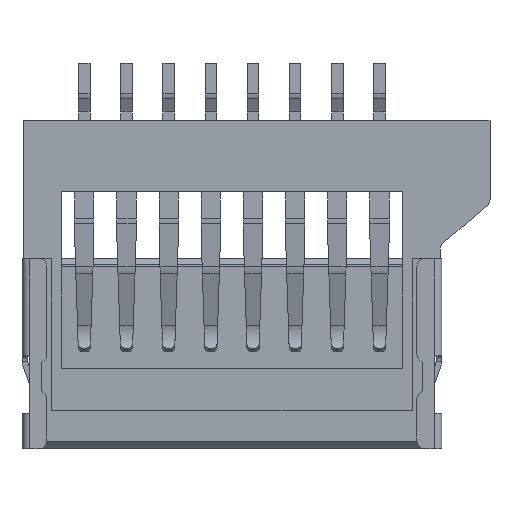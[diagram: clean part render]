
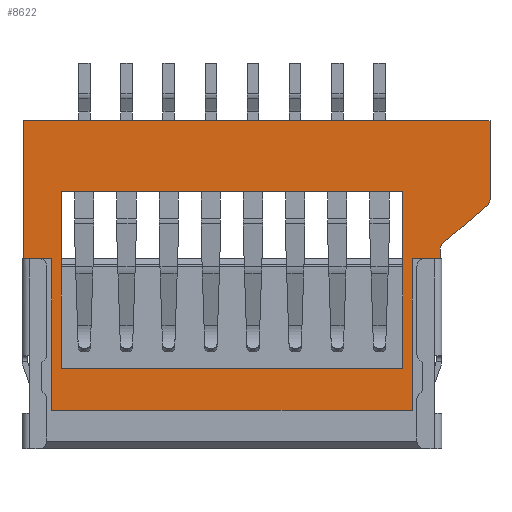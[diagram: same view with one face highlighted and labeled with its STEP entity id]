
A CAD part, front view. The second image highlights one B-rep face of the part: STEP entity #8622.
In plain terms, the highlighted planar face has unit normal (0, -1, 0).
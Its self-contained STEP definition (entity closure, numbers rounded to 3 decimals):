
#682=FACE_BOUND('',#1179,.T.);
#704=FACE_OUTER_BOUND('',#1178,.T.);
#1178=EDGE_LOOP('',(#5832,#5833,#5834,#5835,#5836,#5837,#5838,#5839,#5840,
#5841,#5842,#5843,#5844,#5845,#5846,#5847));
#1179=EDGE_LOOP('',(#5848,#5849,#5850,#5851));
#1674=CIRCLE('',#9167,0.198);
#1675=CIRCLE('',#9168,0.198);
#1912=LINE('',#12119,#2855);
#1913=LINE('',#12121,#2856);
#1914=LINE('',#12123,#2857);
#1915=LINE('',#12125,#2858);
#1916=LINE('',#12127,#2859);
#1917=LINE('',#12129,#2860);
#1918=LINE('',#12131,#2861);
#1919=LINE('',#12133,#2862);
#1920=LINE('',#12135,#2863);
#1921=LINE('',#12137,#2864);
#1922=LINE('',#12141,#2865);
#1923=LINE('',#12145,#2866);
#1924=LINE('',#12147,#2867);
#1925=LINE('',#12148,#2868);
#1926=LINE('',#12151,#2869);
#1927=LINE('',#12153,#2870);
#1928=LINE('',#12155,#2871);
#1929=LINE('',#12156,#2872);
#2855=VECTOR('',#9839,0.022);
#2856=VECTOR('',#9840,0.379);
#2857=VECTOR('',#9841,0.322);
#2858=VECTOR('',#9842,3.913);
#2859=VECTOR('',#9843,9.312);
#2860=VECTOR('',#9844,3.913);
#2861=VECTOR('',#9845,0.322);
#2862=VECTOR('',#9846,0.379);
#2863=VECTOR('',#9847,0.022);
#2864=VECTOR('',#9848,0.248);
#2865=VECTOR('',#9851,1.515);
#2866=VECTOR('',#9854,2.031);
#2867=VECTOR('',#9855,12.046);
#2868=VECTOR('',#9856,3.566);
#2869=VECTOR('',#9857,4.557);
#2870=VECTOR('',#9858,8.816);
#2871=VECTOR('',#9859,4.557);
#2872=VECTOR('',#9860,8.816);
#3798=VERTEX_POINT('',#12117);
#3799=VERTEX_POINT('',#12118);
#3800=VERTEX_POINT('',#12120);
#3801=VERTEX_POINT('',#12122);
#3802=VERTEX_POINT('',#12124);
#3803=VERTEX_POINT('',#12126);
#3804=VERTEX_POINT('',#12128);
#3805=VERTEX_POINT('',#12130);
#3806=VERTEX_POINT('',#12132);
#3807=VERTEX_POINT('',#12134);
#3808=VERTEX_POINT('',#12136);
#3809=VERTEX_POINT('',#12138);
#3810=VERTEX_POINT('',#12140);
#3811=VERTEX_POINT('',#12142);
#3812=VERTEX_POINT('',#12144);
#3813=VERTEX_POINT('',#12146);
#3814=VERTEX_POINT('',#12149);
#3815=VERTEX_POINT('',#12150);
#3816=VERTEX_POINT('',#12152);
#3817=VERTEX_POINT('',#12154);
#4583=EDGE_CURVE('',#3798,#3799,#1912,.T.);
#4584=EDGE_CURVE('',#3798,#3800,#1913,.T.);
#4585=EDGE_CURVE('',#3801,#3800,#1914,.T.);
#4586=EDGE_CURVE('',#3802,#3801,#1915,.T.);
#4587=EDGE_CURVE('',#3803,#3802,#1916,.T.);
#4588=EDGE_CURVE('',#3804,#3803,#1917,.T.);
#4589=EDGE_CURVE('',#3805,#3804,#1918,.T.);
#4590=EDGE_CURVE('',#3805,#3806,#1919,.T.);
#4591=EDGE_CURVE('',#3807,#3806,#1920,.T.);
#4592=EDGE_CURVE('',#3808,#3807,#1921,.T.);
#4593=EDGE_CURVE('',#3809,#3808,#1674,.T.);
#4594=EDGE_CURVE('',#3810,#3809,#1922,.T.);
#4595=EDGE_CURVE('',#3811,#3810,#1675,.T.);
#4596=EDGE_CURVE('',#3812,#3811,#1923,.T.);
#4597=EDGE_CURVE('',#3813,#3812,#1924,.T.);
#4598=EDGE_CURVE('',#3799,#3813,#1925,.T.);
#4599=EDGE_CURVE('',#3814,#3815,#1926,.T.);
#4600=EDGE_CURVE('',#3815,#3816,#1927,.T.);
#4601=EDGE_CURVE('',#3816,#3817,#1928,.T.);
#4602=EDGE_CURVE('',#3817,#3814,#1929,.T.);
#5832=ORIENTED_EDGE('',*,*,#4583,.F.);
#5833=ORIENTED_EDGE('',*,*,#4584,.T.);
#5834=ORIENTED_EDGE('',*,*,#4585,.F.);
#5835=ORIENTED_EDGE('',*,*,#4586,.F.);
#5836=ORIENTED_EDGE('',*,*,#4587,.F.);
#5837=ORIENTED_EDGE('',*,*,#4588,.F.);
#5838=ORIENTED_EDGE('',*,*,#4589,.F.);
#5839=ORIENTED_EDGE('',*,*,#4590,.T.);
#5840=ORIENTED_EDGE('',*,*,#4591,.F.);
#5841=ORIENTED_EDGE('',*,*,#4592,.F.);
#5842=ORIENTED_EDGE('',*,*,#4593,.F.);
#5843=ORIENTED_EDGE('',*,*,#4594,.F.);
#5844=ORIENTED_EDGE('',*,*,#4595,.F.);
#5845=ORIENTED_EDGE('',*,*,#4596,.F.);
#5846=ORIENTED_EDGE('',*,*,#4597,.F.);
#5847=ORIENTED_EDGE('',*,*,#4598,.F.);
#5848=ORIENTED_EDGE('',*,*,#4599,.T.);
#5849=ORIENTED_EDGE('',*,*,#4600,.T.);
#5850=ORIENTED_EDGE('',*,*,#4601,.T.);
#5851=ORIENTED_EDGE('',*,*,#4602,.T.);
#8330=PLANE('',#9166);
#8622=ADVANCED_FACE('',(#704,#682),#8330,.F.);
#9166=AXIS2_PLACEMENT_3D('',#12116,#9837,#9838);
#9167=AXIS2_PLACEMENT_3D('',#12139,#9849,#9850);
#9168=AXIS2_PLACEMENT_3D('',#12143,#9852,#9853);
#9837=DIRECTION('center_axis',(0.,1.,0.));
#9838=DIRECTION('ref_axis',(0.,0.,1.));
#9839=DIRECTION('',(-1.,0.,0.));
#9840=DIRECTION('',(1.,0.,0.));
#9841=DIRECTION('',(-1.,0.,0.));
#9842=DIRECTION('',(0.,0.,1.));
#9843=DIRECTION('',(-1.,0.,0.));
#9844=DIRECTION('',(0.,0.,-1.));
#9845=DIRECTION('',(-1.,0.,0.));
#9846=DIRECTION('',(1.,0.,0.));
#9847=DIRECTION('',(-1.,0.,0.));
#9848=DIRECTION('',(0.,0.,-1.));
#9849=DIRECTION('center_axis',(0.,-1.,0.));
#9850=DIRECTION('ref_axis',(-0.651,0.,0.759));
#9851=DIRECTION('',(-0.759,0.,-0.651));
#9852=DIRECTION('center_axis',(0.,1.,0.));
#9853=DIRECTION('ref_axis',(1.,0.,0.));
#9854=DIRECTION('',(0.,0.,-1.));
#9855=DIRECTION('',(1.,0.,0.));
#9856=DIRECTION('',(0.,0.,1.));
#9857=DIRECTION('',(0.,0.,1.));
#9858=DIRECTION('',(1.,0.,0.));
#9859=DIRECTION('',(0.,0.,-1.));
#9860=DIRECTION('',(-1.,0.,0.));
#12116=CARTESIAN_POINT('Origin',(0.,0.,0.15));
#12117=CARTESIAN_POINT('',(-6.,0.,-3.566));
#12118=CARTESIAN_POINT('',(-6.023,0.,-3.566));
#12119=CARTESIAN_POINT('',(-6.,0.,-3.566));
#12120=CARTESIAN_POINT('',(-5.622,0.,-3.566));
#12121=CARTESIAN_POINT('',(-6.,0.,-3.566));
#12122=CARTESIAN_POINT('',(-5.3,0.,-3.566));
#12123=CARTESIAN_POINT('',(-5.3,0.,-3.566));
#12124=CARTESIAN_POINT('',(-5.3,0.,-7.479));
#12125=CARTESIAN_POINT('',(-5.3,0.,-7.479));
#12126=CARTESIAN_POINT('',(4.012,0.,-7.479));
#12127=CARTESIAN_POINT('',(4.012,0.,-7.479));
#12128=CARTESIAN_POINT('',(4.012,0.,-3.566));
#12129=CARTESIAN_POINT('',(4.012,0.,-3.566));
#12130=CARTESIAN_POINT('',(4.334,0.,-3.566));
#12131=CARTESIAN_POINT('',(4.334,0.,-3.566));
#12132=CARTESIAN_POINT('',(4.713,0.,-3.566));
#12133=CARTESIAN_POINT('',(4.334,0.,-3.566));
#12134=CARTESIAN_POINT('',(4.735,0.,-3.566));
#12135=CARTESIAN_POINT('',(4.735,0.,-3.566));
#12136=CARTESIAN_POINT('',(4.735,0.,-3.319));
#12137=CARTESIAN_POINT('',(4.735,0.,-3.319));
#12138=CARTESIAN_POINT('',(4.804,0.,-3.168));
#12139=CARTESIAN_POINT('Origin',(4.933,0.,-3.319));
#12140=CARTESIAN_POINT('',(5.954,0.,-2.181));
#12141=CARTESIAN_POINT('',(5.954,0.,-2.181));
#12142=CARTESIAN_POINT('',(6.023,0.,-2.031));
#12143=CARTESIAN_POINT('Origin',(5.825,0.,-2.031));
#12144=CARTESIAN_POINT('',(6.023,0.,0.));
#12145=CARTESIAN_POINT('',(6.023,0.,0.));
#12146=CARTESIAN_POINT('',(-6.023,0.,0.));
#12147=CARTESIAN_POINT('',(-6.023,0.,0.));
#12148=CARTESIAN_POINT('',(-6.023,0.,-3.566));
#12149=CARTESIAN_POINT('',(-5.052,0.,-6.389));
#12150=CARTESIAN_POINT('',(-5.052,0.,-1.833));
#12151=CARTESIAN_POINT('',(-5.052,0.,-6.389));
#12152=CARTESIAN_POINT('',(3.764,0.,-1.833));
#12153=CARTESIAN_POINT('',(-5.052,0.,-1.833));
#12154=CARTESIAN_POINT('',(3.764,0.,-6.389));
#12155=CARTESIAN_POINT('',(3.764,0.,-1.833));
#12156=CARTESIAN_POINT('',(3.764,0.,-6.389));
